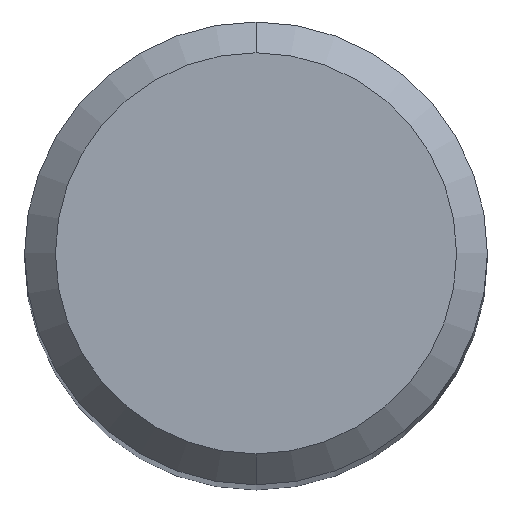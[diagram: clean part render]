
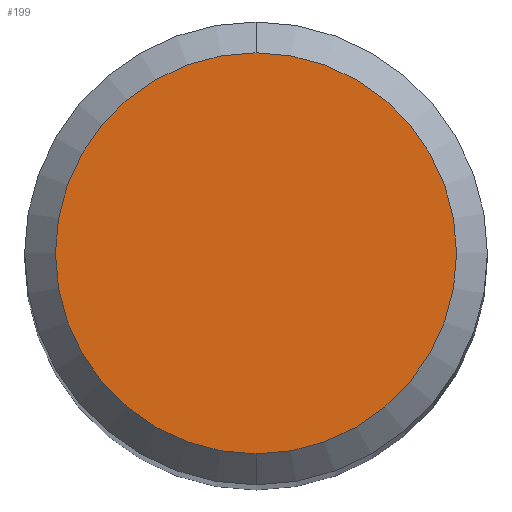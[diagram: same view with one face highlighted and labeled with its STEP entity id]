
A CAD part, top view. The second image highlights one B-rep face of the part: STEP entity #199.
In plain terms, the highlighted planar face has unit normal (0, 0, 1).
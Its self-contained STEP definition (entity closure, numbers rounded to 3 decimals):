
#123=VERTEX_POINT('',#279);
#135=EDGE_CURVE('',#181,#123,#292,.T.);
#181=VERTEX_POINT('',#343);
#193=EDGE_CURVE('',#123,#181,#356,.T.);
#199=ADVANCED_FACE('',(#362),#363,.T.);
#279=CARTESIAN_POINT('',(0.,-2.6,0.0));
#292=CIRCLE('',#461,2.6);
#343=CARTESIAN_POINT('',(0.0,2.6,0.0));
#356=CIRCLE('',#548,2.6);
#362=FACE_OUTER_BOUND('',#556,.T.);
#363=PLANE('',#557);
#461=AXIS2_PLACEMENT_3D('',#663,#664,#665);
#548=AXIS2_PLACEMENT_3D('',#735,#736,#737);
#556=EDGE_LOOP('',(#745,#746));
#557=AXIS2_PLACEMENT_3D('',#747,#748,#749);
#663=CARTESIAN_POINT('',(0.0,0.0,0.0));
#664=DIRECTION('',(0.0,0.0,-1.0));
#665=DIRECTION('',(0.0,1.0,0.0));
#735=CARTESIAN_POINT('',(0.0,0.0,0.0));
#736=DIRECTION('',(0.0,0.0,-1.0));
#737=DIRECTION('',(0.0,1.0,0.0));
#745=ORIENTED_EDGE('',*,*,#135,.F.);
#746=ORIENTED_EDGE('',*,*,#193,.F.);
#747=CARTESIAN_POINT('',(0.0,1.3,0.0));
#748=DIRECTION('',(-0.0,0.0,1.0));
#749=DIRECTION('',(0.0,-1.0,0.0));
